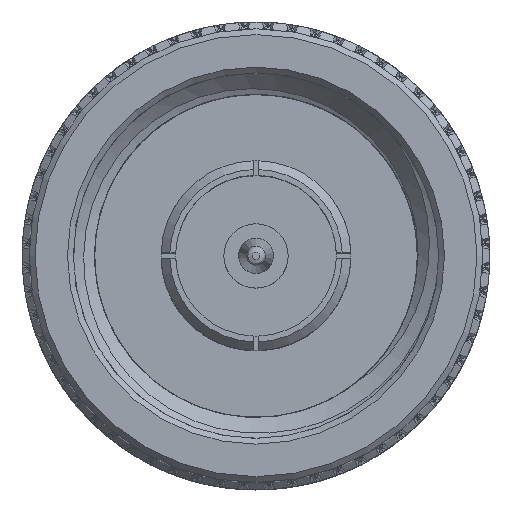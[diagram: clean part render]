
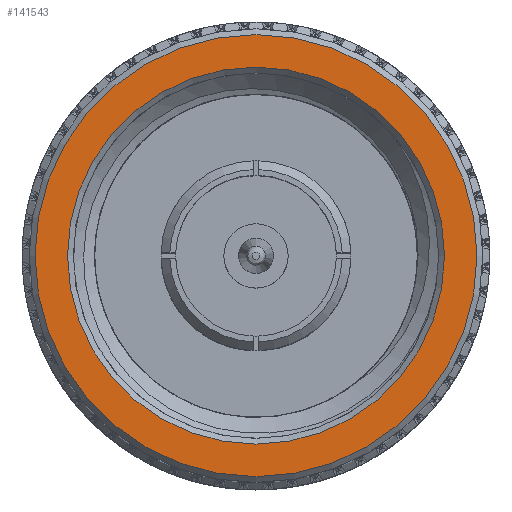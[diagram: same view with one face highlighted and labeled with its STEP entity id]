
A CAD part, top view. The second image highlights one B-rep face of the part: STEP entity #141543.
In plain terms, the highlighted face is planar.
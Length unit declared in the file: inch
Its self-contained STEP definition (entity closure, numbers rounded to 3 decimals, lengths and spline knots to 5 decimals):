
#4155 = EDGE_LOOP ( 'NONE', ( #169544 ) ) ;
#18062 = DIRECTION ( 'NONE',  ( -1., 0., 0. ) ) ;
#37319 = DIRECTION ( 'NONE',  ( 1., 0., 0. ) ) ;
#42914 = CIRCLE ( 'NONE', #114522, 0.37809 ) ;
#44927 = FACE_OUTER_BOUND ( 'NONE', #85387, .T. ) ;
#46584 = VERTEX_POINT ( 'NONE', #169414 ) ;
#53467 = DIRECTION ( 'NONE',  ( 0., -1., 0. ) ) ;
#65018 = EDGE_CURVE ( 'NONE', #46584, #46584, #123756, .T. ) ;
#66567 = AXIS2_PLACEMENT_3D ( 'NONE', #159210, #37319, #53467 ) ;
#72670 = CARTESIAN_POINT ( 'NONE',  ( 0., 0.38809, 0. ) ) ;
#77490 = DIRECTION ( 'NONE',  ( 0., -1., 0. ) ) ;
#85387 = EDGE_LOOP ( 'NONE', ( #149672 ) ) ;
#93044 = VERTEX_POINT ( 'NONE', #105623 ) ;
#105623 = CARTESIAN_POINT ( 'NONE',  ( 0., -0.37809, 0. ) ) ;
#110131 = EDGE_CURVE ( 'NONE', #93044, #93044, #42914, .T. ) ;
#112113 = FACE_BOUND ( 'NONE', #4155, .T. ) ;
#114522 = AXIS2_PLACEMENT_3D ( 'NONE', #145624, #129540, #77490 ) ;
#123756 = CIRCLE ( 'NONE', #66567, 0.3225 ) ;
#124699 = PLANE ( 'NONE',  #160623 ) ;
#129540 = DIRECTION ( 'NONE',  ( -1., 0., 0. ) ) ;
#141543 = ADVANCED_FACE ( 'NONE', ( #112113, #44927 ), #124699, .T. ) ;
#145624 = CARTESIAN_POINT ( 'NONE',  ( 0., 0., 0. ) ) ;
#149672 = ORIENTED_EDGE ( 'NONE', *, *, #110131, .T. ) ;
#159210 = CARTESIAN_POINT ( 'NONE',  ( 0., 0., 0. ) ) ;
#160623 = AXIS2_PLACEMENT_3D ( 'NONE', #72670, #18062, #166847 ) ;
#166847 = DIRECTION ( 'NONE',  ( 0., -1., 0. ) ) ;
#169414 = CARTESIAN_POINT ( 'NONE',  ( 0., -0.3225, 0. ) ) ;
#169544 = ORIENTED_EDGE ( 'NONE', *, *, #65018, .T. ) ;
